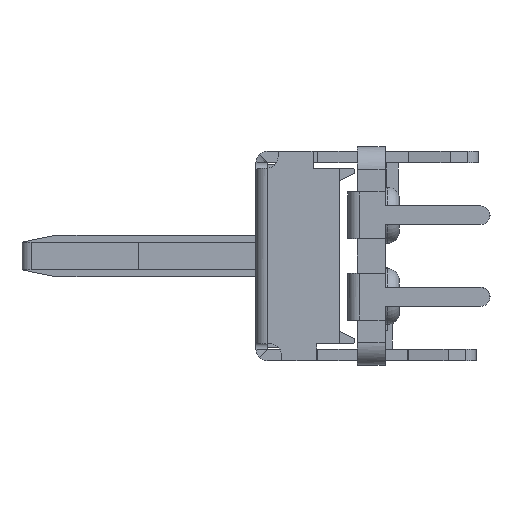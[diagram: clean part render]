
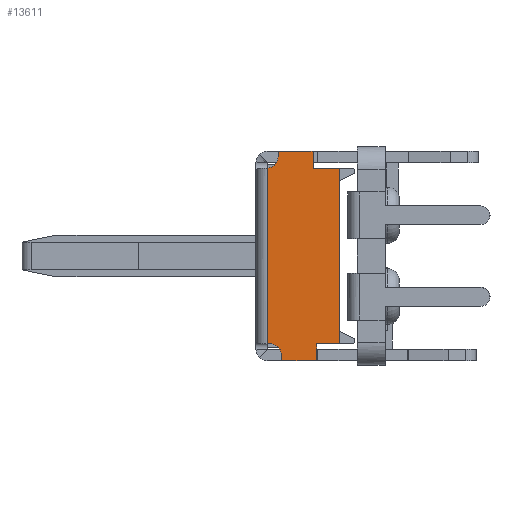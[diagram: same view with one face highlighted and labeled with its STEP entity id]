
A CAD part, left-side view. The second image highlights one B-rep face of the part: STEP entity #13611.
In plain terms, the highlighted planar face has unit normal (-1, 0, 0).
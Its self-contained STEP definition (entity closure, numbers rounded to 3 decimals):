
#3436=DIRECTION('',(0.,0.,-1.));
#3437=VECTOR('',#3436,7.545);
#3438=CARTESIAN_POINT('',(0.,5.05,-0.826));
#3439=LINE('',#3438,#3437);
#3473=DIRECTION('',(0.,0.,-1.));
#3474=VECTOR('',#3473,0.229);
#3475=CARTESIAN_POINT('',(0.,4.45,-8.871));
#3476=LINE('',#3475,#3474);
#3477=CARTESIAN_POINT('',(0.,4.95,-8.871));
#3478=DIRECTION('',(1.,0.,0.));
#3479=DIRECTION('',(0.,0.,1.));
#3480=AXIS2_PLACEMENT_3D('',#3477,#3478,#3479);
#3482=DIRECTION('',(0.,-1.,0.));
#3483=VECTOR('',#3482,0.1);
#3484=CARTESIAN_POINT('',(0.,5.05,-8.371));
#3485=LINE('',#3484,#3483);
#3486=CARTESIAN_POINT('',(0.,5.1,-0.329));
#3487=DIRECTION('',(1.,0.,0.));
#3488=DIRECTION('',(0.,-1.,0.));
#3489=AXIS2_PLACEMENT_3D('',#3486,#3487,#3488);
#3511=DIRECTION('',(0.,1.,0.));
#3512=VECTOR('',#3511,1.5);
#3513=CARTESIAN_POINT('',(0.,2.95,-9.1));
#3514=LINE('',#3513,#3512);
#3523=DIRECTION('',(0.,0.,-1.));
#3524=VECTOR('',#3523,0.729);
#3525=CARTESIAN_POINT('',(0.,2.95,-8.371));
#3526=LINE('',#3525,#3524);
#3535=DIRECTION('',(0.,1.,0.));
#3536=VECTOR('',#3535,1.);
#3537=CARTESIAN_POINT('',(0.,1.95,-8.371));
#3538=LINE('',#3537,#3536);
#3543=DIRECTION('',(0.,0.,1.));
#3544=VECTOR('',#3543,7.543);
#3545=CARTESIAN_POINT('',(0.,1.95,-8.371));
#3546=LINE('',#3545,#3544);
#3555=DIRECTION('',(0.,-1.,0.));
#3556=VECTOR('',#3555,1.15);
#3557=CARTESIAN_POINT('',(0.,3.1,-0.829));
#3558=LINE('',#3557,#3556);
#3567=DIRECTION('',(0.,0.,-1.));
#3568=VECTOR('',#3567,0.729);
#3569=CARTESIAN_POINT('',(0.,3.1,-0.1));
#3570=LINE('',#3569,#3568);
#3579=DIRECTION('',(0.,-1.,0.));
#3580=VECTOR('',#3579,1.5);
#3581=CARTESIAN_POINT('',(0.,4.6,-0.1));
#3582=LINE('',#3581,#3580);
#3591=DIRECTION('',(0.,0.,1.));
#3592=VECTOR('',#3591,0.229);
#3593=CARTESIAN_POINT('',(0.,4.6,-0.329));
#3594=LINE('',#3593,#3592);
#8061=CARTESIAN_POINT('',(0.,4.95,-8.371));
#8062=VERTEX_POINT('',#8061);
#8063=CARTESIAN_POINT('',(0.,5.05,-8.371));
#8064=VERTEX_POINT('',#8063);
#8065=CARTESIAN_POINT('',(0.,4.45,-8.871));
#8066=VERTEX_POINT('',#8065);
#8067=CARTESIAN_POINT('',(0.,4.45,-9.1));
#8068=VERTEX_POINT('',#8067);
#8069=CARTESIAN_POINT('',(0.,5.05,-0.826));
#8070=VERTEX_POINT('',#8069);
#8071=CARTESIAN_POINT('',(0.,4.6,-0.329));
#8072=VERTEX_POINT('',#8071);
#8073=CARTESIAN_POINT('',(0.,4.6,-0.1));
#8074=VERTEX_POINT('',#8073);
#8075=CARTESIAN_POINT('',(0.,3.1,-0.1));
#8076=VERTEX_POINT('',#8075);
#8077=CARTESIAN_POINT('',(0.,3.1,-0.829));
#8078=VERTEX_POINT('',#8077);
#8079=CARTESIAN_POINT('',(0.,1.95,-0.829));
#8080=VERTEX_POINT('',#8079);
#8081=CARTESIAN_POINT('',(0.,1.95,-8.371));
#8082=VERTEX_POINT('',#8081);
#8083=CARTESIAN_POINT('',(0.,2.95,-8.371));
#8084=VERTEX_POINT('',#8083);
#8085=CARTESIAN_POINT('',(0.,2.95,-9.1));
#8086=VERTEX_POINT('',#8085);
#13581=CARTESIAN_POINT('',(0.,3.5,-4.6));
#13582=DIRECTION('',(1.,0.,0.));
#13583=DIRECTION('',(0.,1.,0.));
#13584=AXIS2_PLACEMENT_3D('',#13581,#13582,#13583);
#13585=PLANE('',#13584);
#13587=ORIENTED_EDGE('',*,*,#13586,.F.);
#13589=ORIENTED_EDGE('',*,*,#13588,.F.);
#13590=ORIENTED_EDGE('',*,*,#13537,.F.);
#13591=ORIENTED_EDGE('',*,*,#13551,.F.);
#13592=ORIENTED_EDGE('',*,*,#13568,.F.);
#13594=ORIENTED_EDGE('',*,*,#13593,.T.);
#13596=ORIENTED_EDGE('',*,*,#13595,.T.);
#13598=ORIENTED_EDGE('',*,*,#13597,.T.);
#13600=ORIENTED_EDGE('',*,*,#13599,.T.);
#13602=ORIENTED_EDGE('',*,*,#13601,.F.);
#13604=ORIENTED_EDGE('',*,*,#13603,.T.);
#13606=ORIENTED_EDGE('',*,*,#13605,.T.);
#13608=ORIENTED_EDGE('',*,*,#13607,.T.);
#13609=EDGE_LOOP('',(#13587,#13589,#13590,#13591,#13592,#13594,#13596,#13598,
#13600,#13602,#13604,#13606,#13608));
#13610=FACE_OUTER_BOUND('',#13609,.F.);
#3481=CIRCLE('',#3480,0.5);
#3490=CIRCLE('',#3489,0.5);
#13537=EDGE_CURVE('',#8064,#8062,#3485,.T.);
#13551=EDGE_CURVE('',#8070,#8064,#3439,.T.);
#13568=EDGE_CURVE('',#8072,#8070,#3490,.T.);
#13586=EDGE_CURVE('',#8066,#8068,#3476,.T.);
#13588=EDGE_CURVE('',#8062,#8066,#3481,.T.);
#13593=EDGE_CURVE('',#8072,#8074,#3594,.T.);
#13595=EDGE_CURVE('',#8074,#8076,#3582,.T.);
#13597=EDGE_CURVE('',#8076,#8078,#3570,.T.);
#13599=EDGE_CURVE('',#8078,#8080,#3558,.T.);
#13601=EDGE_CURVE('',#8082,#8080,#3546,.T.);
#13603=EDGE_CURVE('',#8082,#8084,#3538,.T.);
#13605=EDGE_CURVE('',#8084,#8086,#3526,.T.);
#13607=EDGE_CURVE('',#8086,#8068,#3514,.T.);
#13611=ADVANCED_FACE('',(#13610),#13585,.F.);
